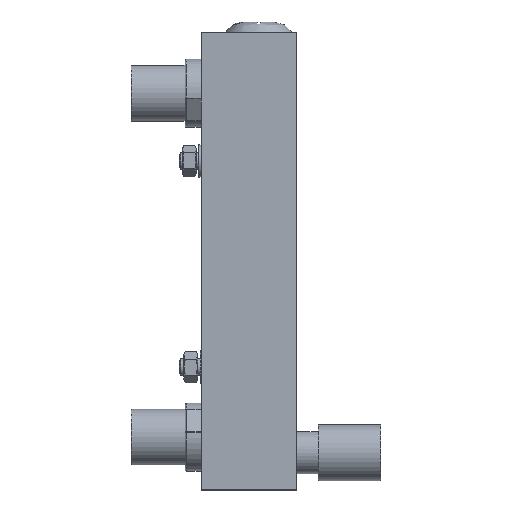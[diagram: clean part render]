
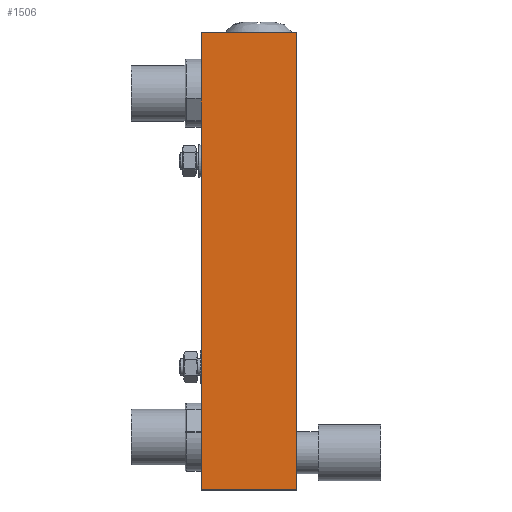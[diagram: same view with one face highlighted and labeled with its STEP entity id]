
A CAD part, top view. The second image highlights one B-rep face of the part: STEP entity #1506.
In plain terms, the highlighted planar face has unit normal (0, 0, 1).
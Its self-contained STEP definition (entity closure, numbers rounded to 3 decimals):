
#145=LINE('',#2692,#221);
#153=LINE('',#2707,#229);
#154=LINE('',#2709,#230);
#155=LINE('',#2710,#231);
#221=VECTOR('',#2173,10.);
#229=VECTOR('',#2185,10.);
#230=VECTOR('',#2188,10.);
#231=VECTOR('',#2189,10.);
#360=FACE_OUTER_BOUND('',#462,.T.);
#462=EDGE_LOOP('',(#1237,#1238,#1239,#1240));
#696=VERTEX_POINT('',#2689);
#697=VERTEX_POINT('',#2691);
#701=VERTEX_POINT('',#2703);
#702=VERTEX_POINT('',#2705);
#882=EDGE_CURVE('',#696,#697,#145,.T.);
#890=EDGE_CURVE('',#701,#702,#153,.T.);
#891=EDGE_CURVE('',#696,#701,#154,.T.);
#892=EDGE_CURVE('',#697,#702,#155,.T.);
#1237=ORIENTED_EDGE('',*,*,#891,.T.);
#1238=ORIENTED_EDGE('',*,*,#890,.T.);
#1239=ORIENTED_EDGE('',*,*,#892,.F.);
#1240=ORIENTED_EDGE('',*,*,#882,.F.);
#1385=PLANE('',#1762);
#1506=ADVANCED_FACE('',(#360),#1385,.T.);
#1762=AXIS2_PLACEMENT_3D('',#2708,#2186,#2187);
#2173=DIRECTION('',(0.,1.,0.));
#2185=DIRECTION('',(0.,1.,0.));
#2186=DIRECTION('center_axis',(0.,0.,1.));
#2187=DIRECTION('ref_axis',(1.,0.,0.));
#2188=DIRECTION('',(1.,0.,0.));
#2189=DIRECTION('',(1.,0.,0.));
#2689=CARTESIAN_POINT('',(-17.45,0.,15.95));
#2691=CARTESIAN_POINT('',(-17.45,167.7,15.95));
#2692=CARTESIAN_POINT('',(-17.45,0.,15.95));
#2703=CARTESIAN_POINT('',(17.45,0.,15.95));
#2705=CARTESIAN_POINT('',(17.45,167.7,15.95));
#2707=CARTESIAN_POINT('',(17.45,0.,15.95));
#2708=CARTESIAN_POINT('Origin',(-17.45,0.,15.95));
#2709=CARTESIAN_POINT('',(-17.45,0.,15.95));
#2710=CARTESIAN_POINT('',(-17.45,167.7,15.95));
